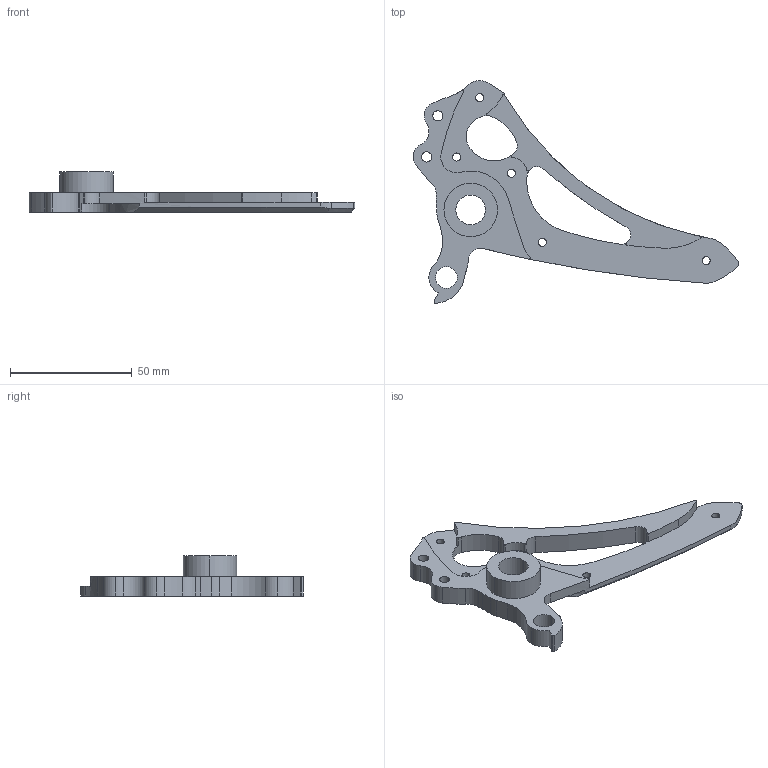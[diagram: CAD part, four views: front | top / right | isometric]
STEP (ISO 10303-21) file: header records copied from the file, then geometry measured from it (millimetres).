
FILE_DESCRIPTION (( 'STEP AP214' ), '1' );
FILE_NAME ('PA4127.STEP', '2018-04-18T16:58:56', ( 'Accounting' ), ( 'Microsoft' ), 'SwSTEP 2.0', 'SolidWorks 2018', '' );
FILE_SCHEMA (( 'AUTOMOTIVE_DESIGN' ));
Length unit declared in the file: millimetre
Products named in the file (1): PA4127
Bounding box: 133.88 x 91.49 x 16.5 mm (x, y, z)
Volume: 25059.2 mm3; surface area: 14067.1 mm2
Topology: 1 solids, 1 shells, 104 faces, 308 edges, 203 vertices
Faces by surface type: cylinder 85, plane 13, cone 6
Entity records: 3661 total; most frequent: DIRECTION 691, CARTESIAN_POINT 644, ORIENTED_EDGE 612, EDGE_CURVE 306, AXIS2_PLACEMENT_3D 288, VERTEX_POINT 203, CIRCLE 183, EDGE_LOOP 125
